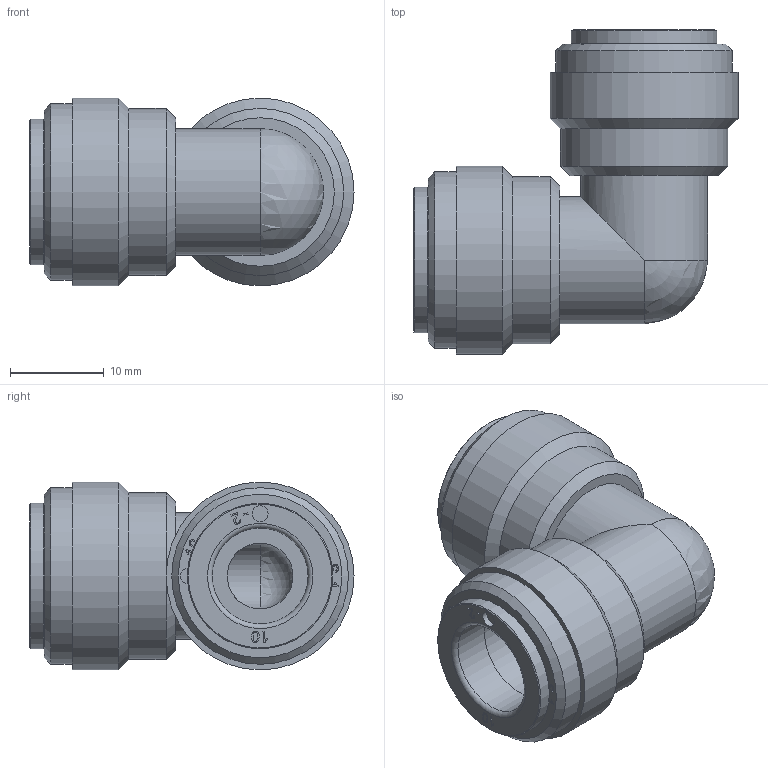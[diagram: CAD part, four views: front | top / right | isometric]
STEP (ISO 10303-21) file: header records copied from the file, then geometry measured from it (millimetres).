
FILE_DESCRIPTION(/* description */ (''),/* implementation_level */ '2;1');
FILE_NAME(/* name */ 'iqsl_100_le.stp',/* time_stamp */ '2018-10-31T09:18:29+01:00',/* author */ ('leitheußer'),/* organization */ (''),/* preprocessor_version */ 'ST-DEVELOPER v15.6',/* originating_system */ 'Autodesk Inventor LT ',/* authorisation */ '');
FILE_SCHEMA (('AUTOMOTIVE_DESIGN { 1 0 10303 214 3 1 1 }'));
Length unit declared in the file: millimetre
Products named in the file (1): WUL 10
Bounding box: 34.5 x 34.5 x 20 mm (x, y, z)
Volume: 8789.1 mm3; surface area: 7837.7 mm2
Topology: 5 solids, 5 shells, 260 faces, 616 edges, 398 vertices
Faces by surface type: plane 104, bspline 98, cylinder 26, cone 18, torus 12, sphere 2
Full cylindrical faces by diameter (mm): 1.7 x4, 7 x2, 10.2 x4, 11.9 x2, 13.4 x2, 13.5 x2, 15.5 x2, 17.1 x2, 17.8 x2, 18.8 x2, 20 x2
Entity records: 7919 total; most frequent: CARTESIAN_POINT 2727, ORIENTED_EDGE 1104, DIRECTION 766, EDGE_CURVE 552, VERTEX_POINT 394, EDGE_LOOP 362, LINE 272, VECTOR 272
